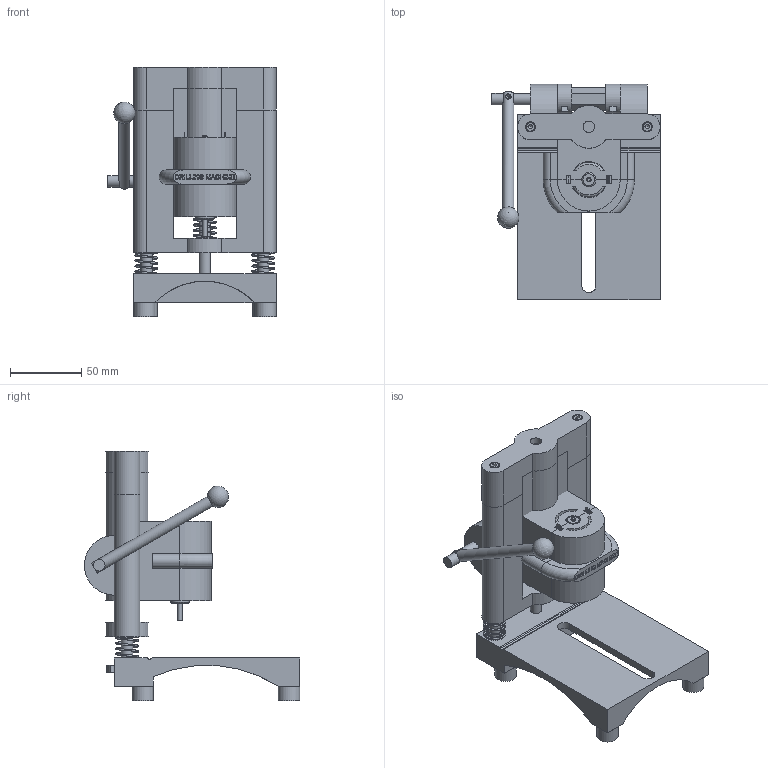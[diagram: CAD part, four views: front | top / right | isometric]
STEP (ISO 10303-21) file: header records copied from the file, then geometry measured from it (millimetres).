
FILE_DESCRIPTION(/* description */ ('Unknown'),/* implementation_level */ '2;1');
FILE_NAME(/* name */ 'drilling_machine',/* time_stamp */ '2020-10-04T16:35:18+02:00',/* author */ ('Unknown'),/* organization */ ('Unknown'),/* preprocessor_version */ 'ST-DEVELOPER v16.7',/* originating_system */ 'Solid Edge',/* authorisation */ 'Unknown');
FILE_SCHEMA (('AUTOMOTIVE_DESIGN {1 0 10303 214 3 1 1}'));
Length unit declared in the file: millimetre
Products named in the file (26): szerelt; pcb_drill_1; pcb_drill_2; z_limit; pcb_drill_3; tarto; spring_oa_0; trapez_orso; spring_oa_1; gear; linearis_tengely; 07160-04X25; gear_2; spring_oa_2; 07160-04X10; linearis_tengely_hatszog; befogo; 07166-04X6; gomb; hajtokar_2; hajtokar; hajtokar_3; rs-540; 07160-04X20; befogo2; lab
Assembly tree (38 placements, depth 2):
  szerelt
    pcb_drill_1
    pcb_drill_2
    z_limit
    pcb_drill_3
    tarto
    spring_oa_0
    trapez_orso
    spring_oa_1
    gear
    linearis_tengely  x2
    07160-04X25  x4
    gear_2
    spring_oa_2
    07160-04X10  x2
    linearis_tengely_hatszog
    befogo
    07166-04X6
    gomb
    hajtokar_2
    hajtokar
    hajtokar_3
    rs-540
    07160-04X20  x6
    befogo2
    lab  x4
Bounding box: 118 x 151 x 175 mm (x, y, z)
Volume: 493633.1 mm3; surface area: 183557.6 mm2
Topology: 44 solids, 44 shells, 1016 faces, 2412 edges, 1563 vertices
Faces by surface type: plane 683, cylinder 240, torus 44, cone 31, bspline 17, sphere 1
Full cylindrical faces by diameter (mm): 2 x1, 2.6 x3, 3 x2, 3.17 x3, 4 x43, 4.3 x6, 4.5 x2, 7 x24, 8 x25, 10.2 x1, 11 x1, 13 x1, 15 x4, 21 x2, 33.8 x1, 35.8 x1
Entity records: 30332 total; most frequent: CARTESIAN_POINT 7579, DIRECTION 3728, ORIENTED_EDGE 3620, EDGE_CURVE 1810, AXIS2_PLACEMENT_3D 1350, VERTEX_POINT 1279, FACE_BOUND 1143, EDGE_LOOP 1132
